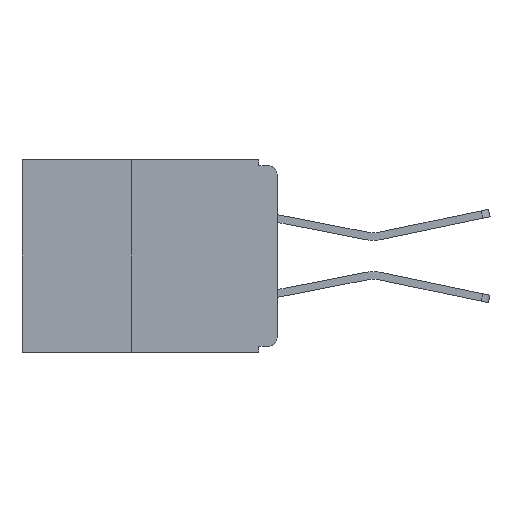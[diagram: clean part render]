
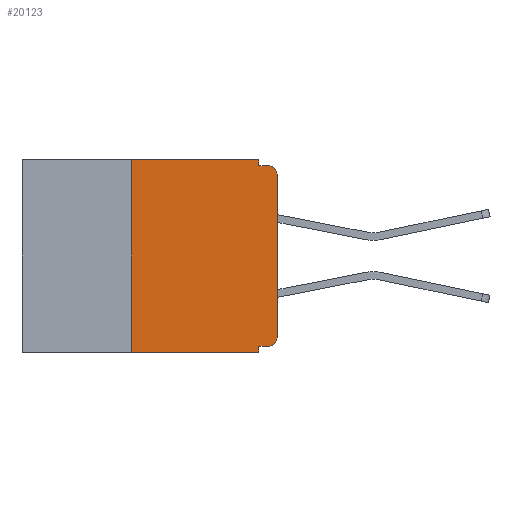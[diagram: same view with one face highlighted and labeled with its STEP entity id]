
A CAD part, left-side view. The second image highlights one B-rep face of the part: STEP entity #20123.
In plain terms, the highlighted planar face has unit normal (-1, 0, 0).
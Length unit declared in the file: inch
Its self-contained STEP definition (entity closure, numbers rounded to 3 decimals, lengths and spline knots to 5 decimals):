
#271 = LINE ( 'NONE', #30934, #14021 ) ;
#422 = DIRECTION ( 'NONE',  ( 0., 0., 1. ) ) ;
#435 = CARTESIAN_POINT ( 'NONE',  ( 0., 0.25, -0.33 ) ) ;
#562 = EDGE_CURVE ( 'NONE', #2837, #19232, #2989, .T. ) ;
#697 = VECTOR ( 'NONE', #31598, 39.37008 ) ;
#1178 = CARTESIAN_POINT ( 'NONE',  ( 0., 0.015, -0.01 ) ) ;
#1233 = VERTEX_POINT ( 'NONE', #1461 ) ;
#1461 = CARTESIAN_POINT ( 'NONE',  ( 0., 0.031, 0. ) ) ;
#1488 = EDGE_CURVE ( 'NONE', #32751, #1649, #24975, .T. ) ;
#1623 = VERTEX_POINT ( 'NONE', #27709 ) ;
#1649 = VERTEX_POINT ( 'NONE', #3117 ) ;
#2293 = FACE_OUTER_BOUND ( 'NONE', #24541, .T. ) ;
#2639 = LINE ( 'NONE', #32602, #16278 ) ;
#2837 = VERTEX_POINT ( 'NONE', #435 ) ;
#2989 = LINE ( 'NONE', #12872, #15785 ) ;
#3117 = CARTESIAN_POINT ( 'NONE',  ( 0., 0., -0.305 ) ) ;
#3496 = DIRECTION ( 'NONE',  ( 0., -1., 0. ) ) ;
#3710 = VERTEX_POINT ( 'NONE', #17815 ) ;
#3790 = LINE ( 'NONE', #28538, #20771 ) ;
#4290 = EDGE_CURVE ( 'NONE', #3710, #19232, #271, .T. ) ;
#4473 = EDGE_CURVE ( 'NONE', #1623, #1233, #30219, .T. ) ;
#4788 = CARTESIAN_POINT ( 'NONE',  ( 0., 0.437, 0. ) ) ;
#5214 = DIRECTION ( 'NONE',  ( 0., -1., 0. ) ) ;
#8113 = VERTEX_POINT ( 'NONE', #1178 ) ;
#8436 = CARTESIAN_POINT ( 'NONE',  ( 0., 0., -0.025 ) ) ;
#9219 = DIRECTION ( 'NONE',  ( -1., 0., 0. ) ) ;
#9406 = VECTOR ( 'NONE', #5214, 39.37008 ) ;
#9606 = EDGE_CURVE ( 'NONE', #15449, #8113, #30609, .T. ) ;
#10974 = ORIENTED_EDGE ( 'NONE', *, *, #27504, .T. ) ;
#11217 = DIRECTION ( 'NONE',  ( 0., 0., -1. ) ) ;
#12872 = CARTESIAN_POINT ( 'NONE',  ( 0., 0.437, -0.33 ) ) ;
#13816 = CARTESIAN_POINT ( 'NONE',  ( 0., 0., -0.32 ) ) ;
#14021 = VECTOR ( 'NONE', #20457, 39.37008 ) ;
#14580 = CARTESIAN_POINT ( 'NONE',  ( 0., 0.031, -0.01 ) ) ;
#14703 = ORIENTED_EDGE ( 'NONE', *, *, #9606, .F. ) ;
#15449 = VERTEX_POINT ( 'NONE', #14580 ) ;
#15785 = VECTOR ( 'NONE', #3496, 39.37008 ) ;
#16005 = CARTESIAN_POINT ( 'NONE',  ( 0., 0., -0.01 ) ) ;
#16278 = VECTOR ( 'NONE', #422, 39.37008 ) ;
#16342 = LINE ( 'NONE', #13816, #29629 ) ;
#16598 = AXIS2_PLACEMENT_3D ( 'NONE', #33689, #24421, #11217 ) ;
#17815 = CARTESIAN_POINT ( 'NONE',  ( 0., 0.031, -0.32 ) ) ;
#18429 = DIRECTION ( 'NONE',  ( 0., 0., -1. ) ) ;
#19219 = DIRECTION ( 'NONE',  ( 0., 1., 0. ) ) ;
#19232 = VERTEX_POINT ( 'NONE', #30353 ) ;
#20123 = ADVANCED_FACE ( 'NONE', ( #2293 ), #26328, .F. ) ;
#20316 = ORIENTED_EDGE ( 'NONE', *, *, #4290, .F. ) ;
#20358 = EDGE_CURVE ( 'NONE', #32751, #3710, #16342, .T. ) ;
#20457 = DIRECTION ( 'NONE',  ( 0., 0., -1. ) ) ;
#20771 = VECTOR ( 'NONE', #31122, 39.37008 ) ;
#23174 = AXIS2_PLACEMENT_3D ( 'NONE', #25232, #9219, #27896 ) ;
#23286 = CARTESIAN_POINT ( 'NONE',  ( 0., 0.015, -0.32 ) ) ;
#23436 = DIRECTION ( 'NONE',  ( 0., 0., -1. ) ) ;
#23744 = CARTESIAN_POINT ( 'NONE',  ( 0., 0.437, 0. ) ) ;
#24421 = DIRECTION ( 'NONE',  ( -1., 0., 0. ) ) ;
#24541 = EDGE_LOOP ( 'NONE', ( #27346, #10974, #14703, #28866, #33368, #25130, #25138, #20316, #32376, #34604 ) ) ;
#24875 = EDGE_CURVE ( 'NONE', #1233, #15449, #33138, .T. ) ;
#24975 = CIRCLE ( 'NONE', #16598, 0.015 ) ;
#25130 = ORIENTED_EDGE ( 'NONE', *, *, #30146, .F. ) ;
#25138 = ORIENTED_EDGE ( 'NONE', *, *, #562, .T. ) ;
#25232 = CARTESIAN_POINT ( 'NONE',  ( 0., 0.015, -0.025 ) ) ;
#26221 = VECTOR ( 'NONE', #23436, 39.37008 ) ;
#26328 = PLANE ( 'NONE',  #30269 ) ;
#27346 = ORIENTED_EDGE ( 'NONE', *, *, #31593, .T. ) ;
#27504 = EDGE_CURVE ( 'NONE', #28893, #8113, #32523, .T. ) ;
#27709 = CARTESIAN_POINT ( 'NONE',  ( 0., 0.25, 0. ) ) ;
#27896 = DIRECTION ( 'NONE',  ( 0., 0., -1. ) ) ;
#28538 = CARTESIAN_POINT ( 'NONE',  ( 0., 0., 0. ) ) ;
#28866 = ORIENTED_EDGE ( 'NONE', *, *, #24875, .F. ) ;
#28893 = VERTEX_POINT ( 'NONE', #8436 ) ;
#29629 = VECTOR ( 'NONE', #19219, 39.37008 ) ;
#30146 = EDGE_CURVE ( 'NONE', #2837, #1623, #2639, .T. ) ;
#30219 = LINE ( 'NONE', #23744, #697 ) ;
#30269 = AXIS2_PLACEMENT_3D ( 'NONE', #4788, #34209, #18429 ) ;
#30353 = CARTESIAN_POINT ( 'NONE',  ( 0., 0.031, -0.33 ) ) ;
#30609 = LINE ( 'NONE', #16005, #9406 ) ;
#30934 = CARTESIAN_POINT ( 'NONE',  ( 0., 0.031, -0.33 ) ) ;
#31122 = DIRECTION ( 'NONE',  ( 0., 0., 1. ) ) ;
#31593 = EDGE_CURVE ( 'NONE', #1649, #28893, #3790, .T. ) ;
#31598 = DIRECTION ( 'NONE',  ( 0., -1., 0. ) ) ;
#32376 = ORIENTED_EDGE ( 'NONE', *, *, #20358, .F. ) ;
#32523 = CIRCLE ( 'NONE', #23174, 0.015 ) ;
#32602 = CARTESIAN_POINT ( 'NONE',  ( 0., 0.25, -0.33 ) ) ;
#32751 = VERTEX_POINT ( 'NONE', #23286 ) ;
#33138 = LINE ( 'NONE', #33840, #26221 ) ;
#33368 = ORIENTED_EDGE ( 'NONE', *, *, #4473, .F. ) ;
#33689 = CARTESIAN_POINT ( 'NONE',  ( 0., 0.015, -0.305 ) ) ;
#33840 = CARTESIAN_POINT ( 'NONE',  ( 0., 0.031, 0. ) ) ;
#34209 = DIRECTION ( 'NONE',  ( 1., 0., 0. ) ) ;
#34604 = ORIENTED_EDGE ( 'NONE', *, *, #1488, .T. ) ;
